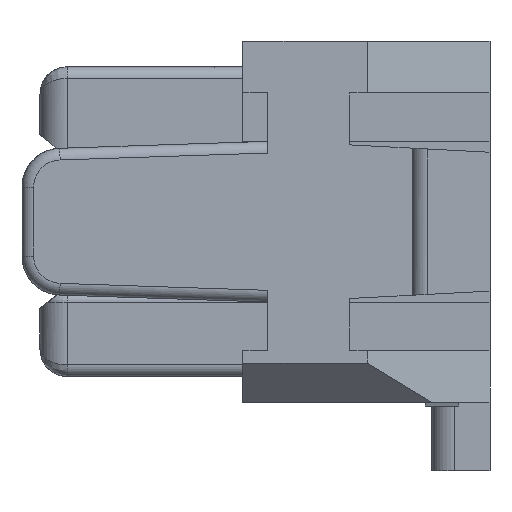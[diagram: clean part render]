
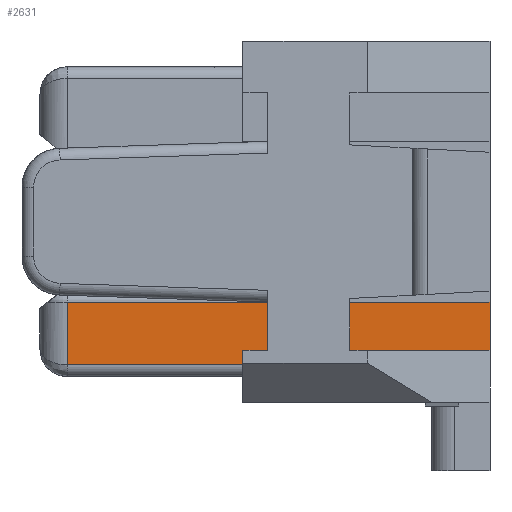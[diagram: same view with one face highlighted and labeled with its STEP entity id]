
A CAD part, front view. The second image highlights one B-rep face of the part: STEP entity #2631.
In plain terms, the highlighted planar face has unit normal (0, -1, 0).
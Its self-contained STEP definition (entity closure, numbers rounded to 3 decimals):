
#2427 = CARTESIAN_POINT ( 'NONE',  ( 2.6, -12.15, -1.65 ) ) ;
#2631 = ADVANCED_FACE ( 'NONE', ( #41576 ), #31777, .F. ) ;
#2713 = DIRECTION ( 'NONE',  ( 1., 0., 0. ) ) ;
#2946 = DIRECTION ( 'NONE',  ( 0., 0., -1. ) ) ;
#2971 = LINE ( 'NONE', #49655, #41005 ) ;
#4070 = CARTESIAN_POINT ( 'NONE',  ( 5.77, -12.15, -1.03 ) ) ;
#7729 = ORIENTED_EDGE ( 'NONE', *, *, #28302, .F. ) ;
#7829 = VERTEX_POINT ( 'NONE', #54745 ) ;
#7885 = LINE ( 'NONE', #48693, #43474 ) ;
#9487 = EDGE_CURVE ( 'NONE', #25536, #24417, #15335, .T. ) ;
#12963 = DIRECTION ( 'NONE',  ( 0., 0., 1. ) ) ;
#12974 = CARTESIAN_POINT ( 'NONE',  ( 0.35, -12.15, -1.03 ) ) ;
#13414 = DIRECTION ( 'NONE',  ( 0., 0., -1. ) ) ;
#14740 = EDGE_CURVE ( 'NONE', #25536, #40998, #31245, .T. ) ;
#15001 = DIRECTION ( 'NONE',  ( 1., 0., 0. ) ) ;
#15335 = LINE ( 'NONE', #51678, #51952 ) ;
#15498 = CARTESIAN_POINT ( 'NONE',  ( 0.35, -12.15, -1.03 ) ) ;
#16882 = CARTESIAN_POINT ( 'NONE',  ( 2.6, -12.15, -1.03 ) ) ;
#17397 = ORIENTED_EDGE ( 'NONE', *, *, #50118, .T. ) ;
#18505 = EDGE_CURVE ( 'NONE', #21130, #7829, #2971, .T. ) ;
#18918 = ORIENTED_EDGE ( 'NONE', *, *, #18505, .F. ) ;
#19328 = DIRECTION ( 'NONE',  ( 1., 0., 0. ) ) ;
#19503 = CARTESIAN_POINT ( 'NONE',  ( 2.6, -12.15, -1.65 ) ) ;
#19690 = ORIENTED_EDGE ( 'NONE', *, *, #38541, .T. ) ;
#21130 = VERTEX_POINT ( 'NONE', #4070 ) ;
#23055 = VERTEX_POINT ( 'NONE', #52538 ) ;
#23247 = CARTESIAN_POINT ( 'NONE',  ( 0., -12.15, 0. ) ) ;
#24417 = VERTEX_POINT ( 'NONE', #25526 ) ;
#24588 = VERTEX_POINT ( 'NONE', #2427 ) ;
#25526 = CARTESIAN_POINT ( 'NONE',  ( 0.35, -12.15, -1.835 ) ) ;
#25536 = VERTEX_POINT ( 'NONE', #12974 ) ;
#28302 = EDGE_CURVE ( 'NONE', #40998, #21130, #7885, .T. ) ;
#29169 = ORIENTED_EDGE ( 'NONE', *, *, #14740, .F. ) ;
#31245 = LINE ( 'NONE', #15498, #31703 ) ;
#31703 = VECTOR ( 'NONE', #2713, 1000. ) ;
#31714 = LINE ( 'NONE', #32907, #51130 ) ;
#31777 = PLANE ( 'NONE',  #47549 ) ;
#32907 = CARTESIAN_POINT ( 'NONE',  ( 0.35, -12.15, -1.835 ) ) ;
#33726 = ORIENTED_EDGE ( 'NONE', *, *, #9487, .T. ) ;
#35647 = LINE ( 'NONE', #19503, #36848 ) ;
#36214 = DIRECTION ( 'NONE',  ( 1., 0., 0. ) ) ;
#36848 = VECTOR ( 'NONE', #49092, 1000. ) ;
#38541 = EDGE_CURVE ( 'NONE', #23055, #24588, #45643, .T. ) ;
#38744 = CARTESIAN_POINT ( 'NONE',  ( 2.6, -12.15, -1.835 ) ) ;
#38787 = EDGE_LOOP ( 'NONE', ( #33726, #17397, #19690, #40535, #18918, #7729, #29169 ) ) ;
#40406 = DIRECTION ( 'NONE',  ( 0., 1., 0. ) ) ;
#40535 = ORIENTED_EDGE ( 'NONE', *, *, #53178, .T. ) ;
#40998 = VERTEX_POINT ( 'NONE', #16882 ) ;
#41005 = VECTOR ( 'NONE', #2946, 1000. ) ;
#41576 = FACE_OUTER_BOUND ( 'NONE', #38787, .T. ) ;
#43474 = VECTOR ( 'NONE', #36214, 1000. ) ;
#45643 = LINE ( 'NONE', #38744, #45828 ) ;
#45828 = VECTOR ( 'NONE', #12963, 1000. ) ;
#47549 = AXIS2_PLACEMENT_3D ( 'NONE', #23247, #40406, #15001 ) ;
#48693 = CARTESIAN_POINT ( 'NONE',  ( 2.6, -12.15, -1.03 ) ) ;
#49092 = DIRECTION ( 'NONE',  ( 1., 0., 0. ) ) ;
#49655 = CARTESIAN_POINT ( 'NONE',  ( 5.77, -12.15, -1.03 ) ) ;
#50118 = EDGE_CURVE ( 'NONE', #24417, #23055, #31714, .T. ) ;
#51130 = VECTOR ( 'NONE', #19328, 1000. ) ;
#51678 = CARTESIAN_POINT ( 'NONE',  ( 0.35, -12.15, -1.03 ) ) ;
#51952 = VECTOR ( 'NONE', #13414, 1000. ) ;
#52538 = CARTESIAN_POINT ( 'NONE',  ( 2.6, -12.15, -1.835 ) ) ;
#53178 = EDGE_CURVE ( 'NONE', #24588, #7829, #35647, .T. ) ;
#54745 = CARTESIAN_POINT ( 'NONE',  ( 5.77, -12.15, -1.65 ) ) ;
